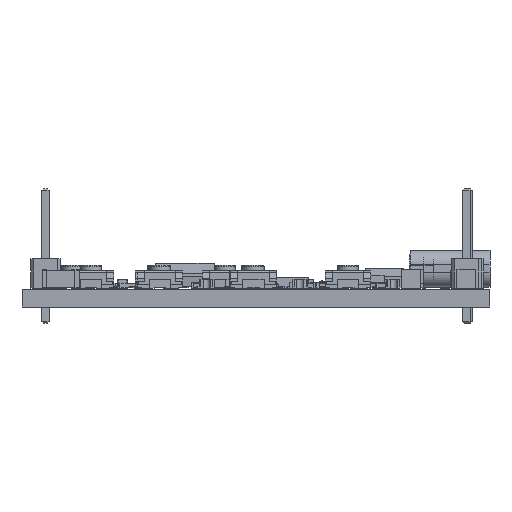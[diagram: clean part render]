
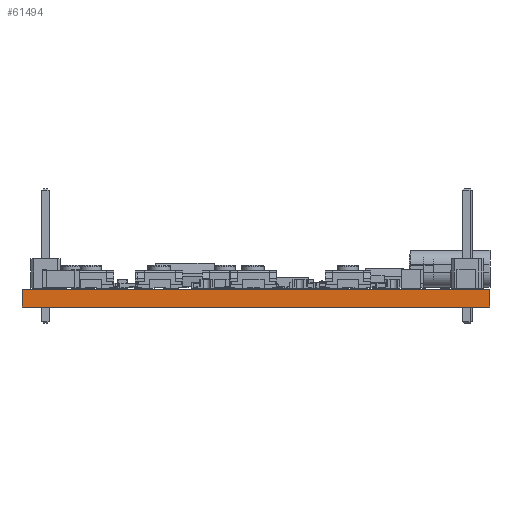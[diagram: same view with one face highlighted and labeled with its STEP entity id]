
A CAD part, front view. The second image highlights one B-rep face of the part: STEP entity #61494.
In plain terms, the highlighted planar face has unit normal (0, -1, 0).
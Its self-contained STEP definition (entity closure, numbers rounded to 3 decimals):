
#61494 = ADVANCED_FACE('',(#61495),#61529,.T.);
#61495 = FACE_BOUND('',#61496,.T.);
#61496 = EDGE_LOOP('',(#61497,#61507,#61515,#61523));
#61497 = ORIENTED_EDGE('',*,*,#61498,.T.);
#61498 = EDGE_CURVE('',#61499,#61501,#61503,.T.);
#61499 = VERTEX_POINT('',#61500);
#61500 = CARTESIAN_POINT('',(187.,-153.,0.));
#61501 = VERTEX_POINT('',#61502);
#61502 = CARTESIAN_POINT('',(187.,-153.,1.51));
#61503 = LINE('',#61504,#61505);
#61504 = CARTESIAN_POINT('',(187.,-153.,0.));
#61505 = VECTOR('',#61506,1.);
#61506 = DIRECTION('',(0.,0.,1.));
#61507 = ORIENTED_EDGE('',*,*,#61508,.T.);
#61508 = EDGE_CURVE('',#61501,#61509,#61511,.T.);
#61509 = VERTEX_POINT('',#61510);
#61510 = CARTESIAN_POINT('',(147.,-153.,1.51));
#61511 = LINE('',#61512,#61513);
#61512 = CARTESIAN_POINT('',(187.,-153.,1.51));
#61513 = VECTOR('',#61514,1.);
#61514 = DIRECTION('',(-1.,0.,0.));
#61515 = ORIENTED_EDGE('',*,*,#61516,.F.);
#61516 = EDGE_CURVE('',#61517,#61509,#61519,.T.);
#61517 = VERTEX_POINT('',#61518);
#61518 = CARTESIAN_POINT('',(147.,-153.,0.));
#61519 = LINE('',#61520,#61521);
#61520 = CARTESIAN_POINT('',(147.,-153.,0.));
#61521 = VECTOR('',#61522,1.);
#61522 = DIRECTION('',(0.,0.,1.));
#61523 = ORIENTED_EDGE('',*,*,#61524,.F.);
#61524 = EDGE_CURVE('',#61499,#61517,#61525,.T.);
#61525 = LINE('',#61526,#61527);
#61526 = CARTESIAN_POINT('',(187.,-153.,0.));
#61527 = VECTOR('',#61528,1.);
#61528 = DIRECTION('',(-1.,0.,0.));
#61529 = PLANE('',#61530);
#61530 = AXIS2_PLACEMENT_3D('',#61531,#61532,#61533);
#61531 = CARTESIAN_POINT('',(187.,-153.,0.));
#61532 = DIRECTION('',(0.,-1.,0.));
#61533 = DIRECTION('',(-1.,0.,0.));
